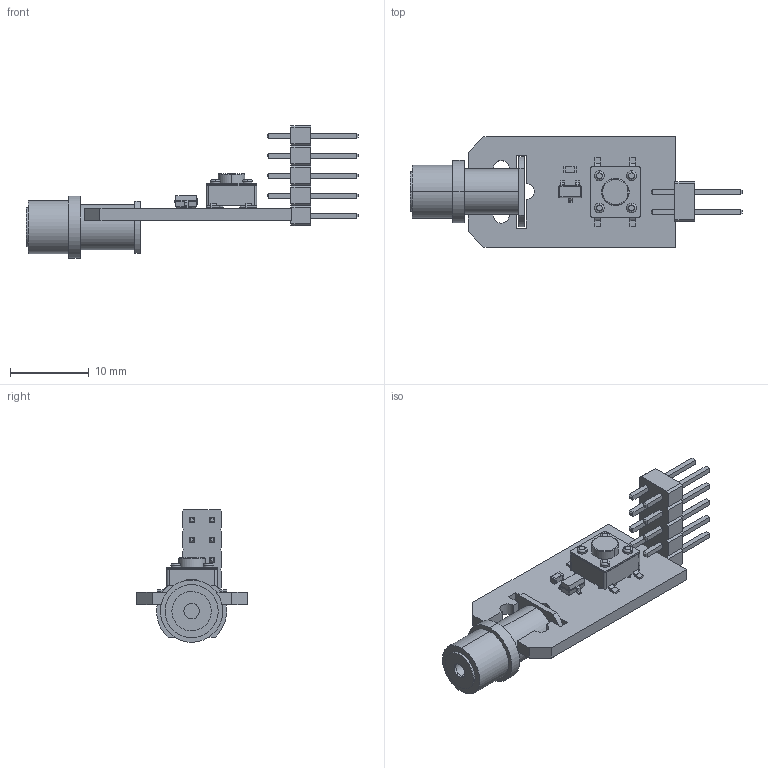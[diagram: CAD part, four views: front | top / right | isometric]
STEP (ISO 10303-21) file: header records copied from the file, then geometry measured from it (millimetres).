
FILE_DESCRIPTION(('KiCad electronic assembly'),'2;1');
FILE_NAME('KIT2_soldering_burning_101.step','2019-10-15T09:16:12',( 'An Author'),('A Company'),'Open CASCADE STEP processor 6.9', 'KiCad to STEP converter','Unknown');
FILE_SCHEMA(('AUTOMOTIVE_DESIGN { 1 0 10303 214 1 1 1 1 }'));
Length unit declared in the file: millimetre
Products named in the file (12): Open CASCADE STEP translator 6.9 1; Socket_ext; COMPOUND; SW_SPST_6x6mm_H4.3mm; Pin_Header_Straight_2x05_Pitch2.54mm; SOLID; SOT-23; C_0603
Assembly tree (11 placements, depth 3):
  Open CASCADE STEP translator 6.9 1
    Socket_ext
      COMPOUND
    SW_SPST_6x6mm_H4.3mm
      COMPOUND
    Pin_Header_Straight_2x05_Pitch2.54mm
      SOLID
    SOT-23
      COMPOUND
    C_0603
      SOLID
    COMPOUND
Bounding box: 42.19 x 14.1 x 16.86 mm (x, y, z)
Volume: 1172.8 mm3; surface area: 1975.9 mm2
Topology: 5 solids, 168 shells, 531 faces, 1707 edges, 1376 vertices
Faces by surface type: plane 381, revolution 80, bspline 41, cylinder 29
Entity records: 40995 total; most frequent: CARTESIAN_POINT 8294, DIRECTION 5294, LINE 3578, VECTOR 3578, ORIENTED_EDGE 2582, PCURVE 2582, DEFINITIONAL_REPRESENTATION 2582, EDGE_CURVE 1707
